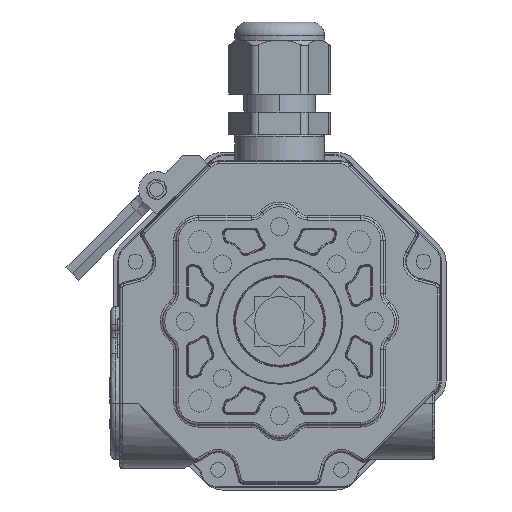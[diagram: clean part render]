
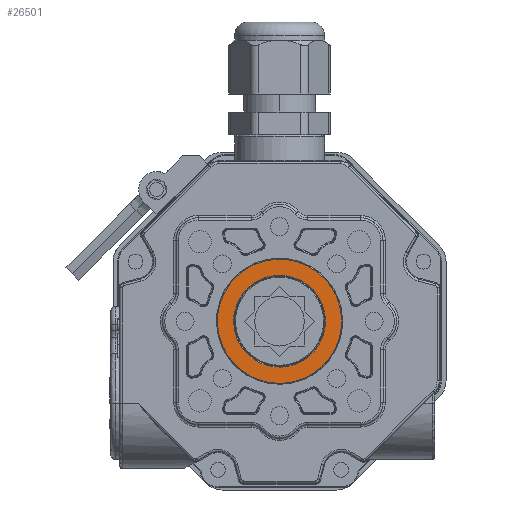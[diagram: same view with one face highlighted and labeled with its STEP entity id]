
A CAD part, front view. The second image highlights one B-rep face of the part: STEP entity #26501.
In plain terms, the highlighted face is planar.
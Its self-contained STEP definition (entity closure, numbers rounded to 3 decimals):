
#2749=CIRCLE('',#29877,13.8);
#2751=CIRCLE('',#29880,10.2);
#2752=CIRCLE('',#29882,13.8);
#2753=CIRCLE('',#29883,10.2);
#13606=ORIENTED_EDGE('',*,*,#17736,.F.);
#13607=ORIENTED_EDGE('',*,*,#17730,.F.);
#13608=ORIENTED_EDGE('',*,*,#17735,.F.);
#13609=ORIENTED_EDGE('',*,*,#17737,.F.);
#17730=EDGE_CURVE('',#20240,#20241,#2749,.T.);
#17735=EDGE_CURVE('',#20244,#20243,#2751,.T.);
#17736=EDGE_CURVE('',#20241,#20240,#2752,.T.);
#17737=EDGE_CURVE('',#20243,#20244,#2753,.T.);
#20240=VERTEX_POINT('',#53035);
#20241=VERTEX_POINT('',#53037);
#20243=VERTEX_POINT('',#53043);
#20244=VERTEX_POINT('',#53045);
#22602=EDGE_LOOP('',(#13606,#13607));
#22603=EDGE_LOOP('',(#13608,#13609));
#24352=FACE_BOUND('',#22602,.T.);
#24353=FACE_BOUND('',#22603,.T.);
#24930=PLANE('',#29881);
#26501=ADVANCED_FACE('',(#24352,#24353),#24930,.F.);
#29877=AXIS2_PLACEMENT_3D('',#53036,#37691,#37692);
#29880=AXIS2_PLACEMENT_3D('',#53046,#37700,#37701);
#29881=AXIS2_PLACEMENT_3D('',#53047,#37702,#37703);
#29882=AXIS2_PLACEMENT_3D('',#53048,#37704,#37705);
#29883=AXIS2_PLACEMENT_3D('',#53049,#37706,#37707);
#37691=DIRECTION('',(1.,0.,0.));
#37692=DIRECTION('',(0.,1.,0.));
#37700=DIRECTION('',(-1.,0.,0.));
#37701=DIRECTION('',(0.,0.,1.));
#37702=DIRECTION('',(1.,0.,0.));
#37703=DIRECTION('',(0.,0.,-1.));
#37704=DIRECTION('',(1.,0.,0.));
#37705=DIRECTION('',(0.,1.,0.));
#37706=DIRECTION('',(-1.,0.,0.));
#37707=DIRECTION('',(0.,0.,1.));
#53035=CARTESIAN_POINT('',(0.,-13.8,0.));
#53036=CARTESIAN_POINT('',(0.,0.,
0.));
#53037=CARTESIAN_POINT('',(0.,13.8,0.));
#53043=CARTESIAN_POINT('',(0.,0.,-10.2));
#53045=CARTESIAN_POINT('',(0.,0.,10.2));
#53046=CARTESIAN_POINT('',(0.,0.,0.));
#53047=CARTESIAN_POINT('',(0.,10.,0.));
#53048=CARTESIAN_POINT('',(0.,0.,
0.));
#53049=CARTESIAN_POINT('',(0.,0.,0.));
